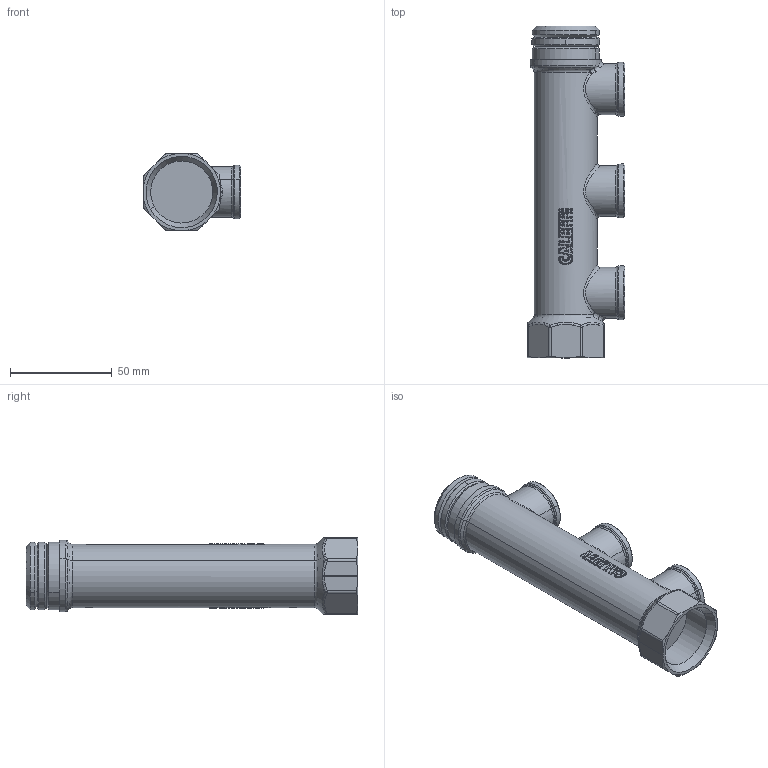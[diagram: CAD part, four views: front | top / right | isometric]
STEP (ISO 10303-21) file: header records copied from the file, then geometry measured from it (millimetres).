
FILE_DESCRIPTION(('CATIA V5 STEP Exchange','CAx-IF Rec.Pracs.--- Model Styling and Organization---1.4--- 2014-01-23','CAx-IF Rec.Pracs.---3D Tessellated Data Validation Properties---0.5---2014-09-14'),'2;1');
FILE_NAME('STEP_592637_-_TST.stp','2021-07-30T12:41:59+00:00',('none'),('none'),'CATIA Version 5-6 Release 2019 SP3','CATIA V5 STEP AP242 v1','none');
FILE_SCHEMA(('AP242_MANAGED_MODEL_BASED_3D_ENGINEERING_MIM_LF {1 0 10303 442 1 1 4}'));
Products named in the file (1): 592637 - TST
Bounding box: 47.9 x 163 x 37.8 mm (x, y, z)
Volume: 129628.7 mm3; surface area: 27110.8 mm2
Topology: 1 solids, 1 shells, 2129 faces, 5127 edges, 2907 vertices
Faces by surface type: plane 942, bspline 559, cylinder 461, sphere 92, cone 56, torus 19
Entity records: 82247 total; most frequent: CARTESIAN_POINT 42723, ORIENTED_EDGE 10020, EDGE_CURVE 5010, DIRECTION 4779, VERTEX_POINT 2906, VECTOR 2328, LINE 2328, EDGE_LOOP 2152
